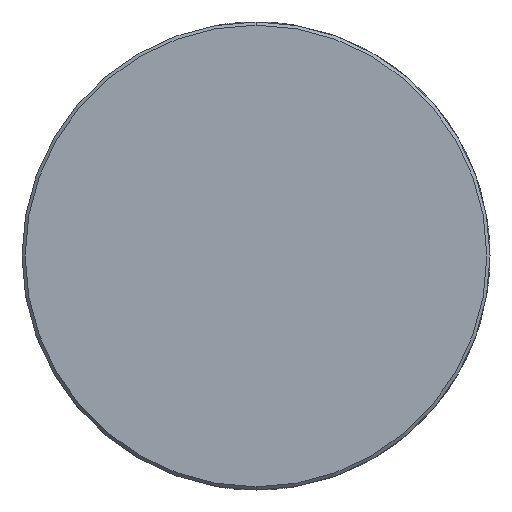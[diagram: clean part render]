
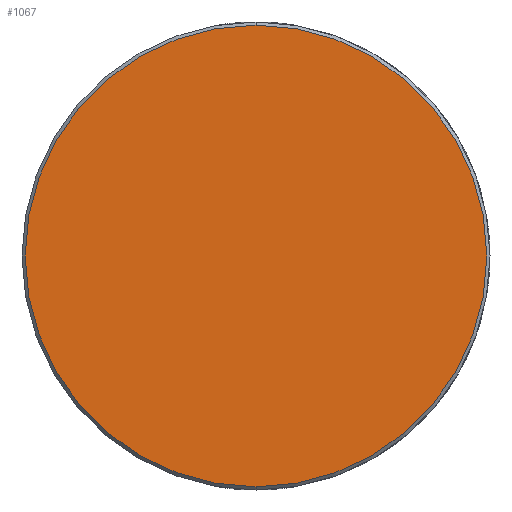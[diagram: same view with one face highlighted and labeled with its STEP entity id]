
A CAD part, front view. The second image highlights one B-rep face of the part: STEP entity #1067.
In plain terms, the highlighted planar face has unit normal (0, -1, 0).
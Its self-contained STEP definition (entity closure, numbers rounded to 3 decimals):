
#152 = CARTESIAN_POINT ( 'NONE',  ( 0., -139.348, 0. ) ) ;
#169 = CIRCLE ( 'NONE', #2702, 36. ) ;
#252 = AXIS2_PLACEMENT_3D ( 'NONE', #2059, #2524, #1158 ) ;
#322 = DIRECTION ( 'NONE',  ( 0., -1., 0. ) ) ;
#371 = DIRECTION ( 'NONE',  ( 0., 0., 1. ) ) ;
#471 = VERTEX_POINT ( 'NONE', #1265 ) ;
#817 = CARTESIAN_POINT ( 'NONE',  ( 0., -139.348, 36. ) ) ;
#932 = VERTEX_POINT ( 'NONE', #817 ) ;
#1067 = ADVANCED_FACE ( 'NONE', ( #1957 ), #2291, .F. ) ;
#1158 = DIRECTION ( 'NONE',  ( 0., 0., 1. ) ) ;
#1223 = CIRCLE ( 'NONE', #1940, 36. ) ;
#1265 = CARTESIAN_POINT ( 'NONE',  ( 0., -139.348, -36. ) ) ;
#1321 = EDGE_CURVE ( 'NONE', #932, #471, #169, .T. ) ;
#1700 = CARTESIAN_POINT ( 'NONE',  ( 0., -139.348, 0. ) ) ;
#1748 = DIRECTION ( 'NONE',  ( 0., -1., 0. ) ) ;
#1926 = DIRECTION ( 'NONE',  ( 0., 0., 1. ) ) ;
#1940 = AXIS2_PLACEMENT_3D ( 'NONE', #152, #1748, #371 ) ;
#1957 = FACE_OUTER_BOUND ( 'NONE', #2791, .T. ) ;
#1976 = EDGE_CURVE ( 'NONE', #471, #932, #1223, .T. ) ;
#2059 = CARTESIAN_POINT ( 'NONE',  ( 36.5, -139.348, 0. ) ) ;
#2291 = PLANE ( 'NONE',  #252 ) ;
#2369 = ORIENTED_EDGE ( 'NONE', *, *, #1976, .T. ) ;
#2524 = DIRECTION ( 'NONE',  ( 0., 1., 0. ) ) ;
#2702 = AXIS2_PLACEMENT_3D ( 'NONE', #1700, #322, #1926 ) ;
#2791 = EDGE_LOOP ( 'NONE', ( #2803, #2369 ) ) ;
#2803 = ORIENTED_EDGE ( 'NONE', *, *, #1321, .T. ) ;
